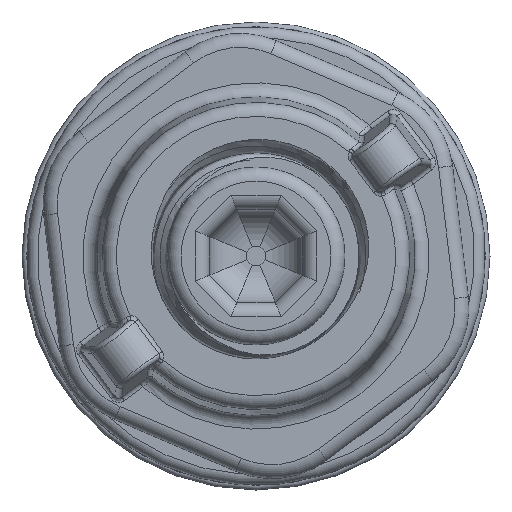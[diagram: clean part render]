
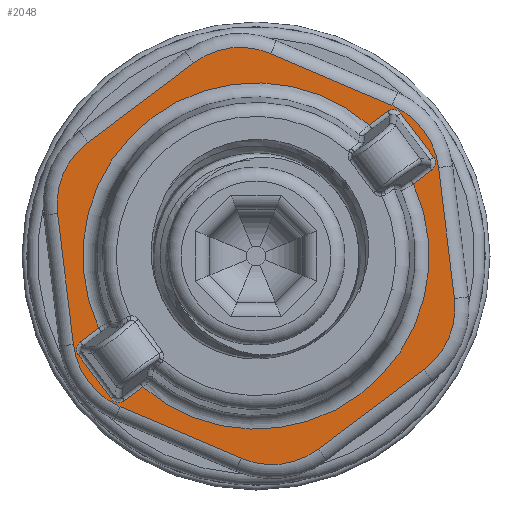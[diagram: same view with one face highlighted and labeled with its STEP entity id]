
A CAD part, front view. The second image highlights one B-rep face of the part: STEP entity #2048.
In plain terms, the highlighted face is planar.
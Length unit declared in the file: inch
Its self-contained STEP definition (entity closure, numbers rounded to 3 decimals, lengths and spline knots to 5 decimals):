
#53=ELLIPSE($,#2174,0.02015,0.02);
#54=ELLIPSE($,#2176,0.02015,0.02);
#63=ELLIPSE($,#2230,0.02015,0.02);
#64=ELLIPSE($,#2232,0.02015,0.02);
#206=LINE($,#4557,#305);
#207=LINE($,#4562,#306);
#209=LINE($,#4625,#308);
#219=LINE($,#5148,#318);
#220=LINE($,#5153,#319);
#222=LINE($,#5216,#321);
#229=LINE($,#5337,#328);
#231=LINE($,#5357,#330);
#234=LINE($,#5364,#333);
#235=LINE($,#5381,#334);
#238=LINE($,#5388,#337);
#240=LINE($,#5403,#339);
#305=VECTOR($,#2560,0.04896);
#306=VECTOR($,#2565,0.04896);
#308=VECTOR($,#2581,0.11748);
#318=VECTOR($,#2685,0.04896);
#319=VECTOR($,#2690,0.04896);
#321=VECTOR($,#2706,0.11748);
#328=VECTOR($,#2735,0.28175);
#330=VECTOR($,#2759,0.28175);
#333=VECTOR($,#2766,0.28175);
#334=VECTOR($,#2787,0.28175);
#337=VECTOR($,#2794,0.28175);
#339=VECTOR($,#2814,0.28175);
#382=PLANE($,#2289);
#452=FACE_BOUND($,#724,.T.);
#576=FACE_OUTER_BOUND($,#723,.T.);
#723=EDGE_LOOP($,(#1817,#1818,#1819,#1820,#1821,#1822,#1823,#1824,#1825,
#1826,#1827,#1828));
#724=EDGE_LOOP($,(#1829,#1830,#1831,#1832,#1833,#1834,#1835,#1836,#1837,
#1838,#1839,#1840));
#787=CIRCLE($,#2187,0.36999);
#796=CIRCLE($,#2208,0.36999);
#818=CIRCLE($,#2249,0.166);
#822=CIRCLE($,#2254,0.166);
#826=CIRCLE($,#2261,0.166);
#830=CIRCLE($,#2266,0.166);
#834=CIRCLE($,#2273,0.166);
#838=CIRCLE($,#2278,0.166);
#931=VERTEX_POINT($,#4499);
#934=VERTEX_POINT($,#4540);
#935=VERTEX_POINT($,#4553);
#938=VERTEX_POINT($,#4560);
#939=VERTEX_POINT($,#4589);
#942=VERTEX_POINT($,#4620);
#947=VERTEX_POINT($,#4690);
#962=VERTEX_POINT($,#4840);
#975=VERTEX_POINT($,#5144);
#978=VERTEX_POINT($,#5151);
#979=VERTEX_POINT($,#5180);
#982=VERTEX_POINT($,#5211);
#988=VERTEX_POINT($,#5334);
#989=VERTEX_POINT($,#5336);
#992=VERTEX_POINT($,#5343);
#993=VERTEX_POINT($,#5348);
#996=VERTEX_POINT($,#5355);
#997=VERTEX_POINT($,#5360);
#1000=VERTEX_POINT($,#5367);
#1001=VERTEX_POINT($,#5372);
#1004=VERTEX_POINT($,#5379);
#1005=VERTEX_POINT($,#5384);
#1008=VERTEX_POINT($,#5391);
#1009=VERTEX_POINT($,#5396);
#1159=EDGE_CURVE($,#931,#935,#206,.T.);
#1161=EDGE_CURVE($,#938,#934,#207,.T.);
#1165=EDGE_CURVE($,#935,#939,#53,.T.);
#1167=EDGE_CURVE($,#942,#938,#54,.T.);
#1169=EDGE_CURVE($,#939,#942,#209,.T.);
#1180=EDGE_CURVE($,#947,#931,#787,.T.);
#1203=EDGE_CURVE($,#934,#962,#796,.T.);
#1230=EDGE_CURVE($,#962,#975,#219,.T.);
#1232=EDGE_CURVE($,#978,#947,#220,.T.);
#1236=EDGE_CURVE($,#975,#979,#63,.T.);
#1238=EDGE_CURVE($,#982,#978,#64,.T.);
#1240=EDGE_CURVE($,#979,#982,#222,.T.);
#1254=EDGE_CURVE($,#988,#989,#229,.T.);
#1258=EDGE_CURVE($,#992,#988,#818,.T.);
#1262=EDGE_CURVE($,#989,#993,#822,.T.);
#1264=EDGE_CURVE($,#996,#992,#231,.T.);
#1268=EDGE_CURVE($,#993,#997,#234,.T.);
#1270=EDGE_CURVE($,#1000,#996,#826,.T.);
#1274=EDGE_CURVE($,#997,#1001,#830,.T.);
#1276=EDGE_CURVE($,#1004,#1000,#235,.T.);
#1280=EDGE_CURVE($,#1001,#1005,#238,.T.);
#1282=EDGE_CURVE($,#1008,#1004,#834,.T.);
#1286=EDGE_CURVE($,#1005,#1009,#838,.T.);
#1288=EDGE_CURVE($,#1009,#1008,#240,.T.);
#1817=ORIENTED_EDGE($,*,*,#1254,.F.);
#1818=ORIENTED_EDGE($,*,*,#1258,.F.);
#1819=ORIENTED_EDGE($,*,*,#1264,.F.);
#1820=ORIENTED_EDGE($,*,*,#1270,.F.);
#1821=ORIENTED_EDGE($,*,*,#1276,.F.);
#1822=ORIENTED_EDGE($,*,*,#1282,.F.);
#1823=ORIENTED_EDGE($,*,*,#1288,.F.);
#1824=ORIENTED_EDGE($,*,*,#1286,.F.);
#1825=ORIENTED_EDGE($,*,*,#1280,.F.);
#1826=ORIENTED_EDGE($,*,*,#1274,.F.);
#1827=ORIENTED_EDGE($,*,*,#1268,.F.);
#1828=ORIENTED_EDGE($,*,*,#1262,.F.);
#1829=ORIENTED_EDGE($,*,*,#1159,.F.);
#1830=ORIENTED_EDGE($,*,*,#1180,.F.);
#1831=ORIENTED_EDGE($,*,*,#1232,.F.);
#1832=ORIENTED_EDGE($,*,*,#1238,.F.);
#1833=ORIENTED_EDGE($,*,*,#1240,.F.);
#1834=ORIENTED_EDGE($,*,*,#1236,.F.);
#1835=ORIENTED_EDGE($,*,*,#1230,.F.);
#1836=ORIENTED_EDGE($,*,*,#1203,.F.);
#1837=ORIENTED_EDGE($,*,*,#1161,.F.);
#1838=ORIENTED_EDGE($,*,*,#1167,.F.);
#1839=ORIENTED_EDGE($,*,*,#1169,.F.);
#1840=ORIENTED_EDGE($,*,*,#1165,.F.);
#2048=ADVANCED_FACE($,(#576,#452),#382,.T.);
#2174=AXIS2_PLACEMENT_3D($,#4593,#2571,#2572);
#2176=AXIS2_PLACEMENT_3D($,#4622,#2575,#2576);
#2187=AXIS2_PLACEMENT_3D($,#4696,#2602,#2603);
#2208=AXIS2_PLACEMENT_3D($,#4841,#2647,#2648);
#2230=AXIS2_PLACEMENT_3D($,#5184,#2696,#2697);
#2232=AXIS2_PLACEMENT_3D($,#5213,#2700,#2701);
#2249=AXIS2_PLACEMENT_3D($,#5345,#2743,#2744);
#2254=AXIS2_PLACEMENT_3D($,#5352,#2753,#2754);
#2261=AXIS2_PLACEMENT_3D($,#5369,#2771,#2772);
#2266=AXIS2_PLACEMENT_3D($,#5376,#2781,#2782);
#2273=AXIS2_PLACEMENT_3D($,#5393,#2799,#2800);
#2278=AXIS2_PLACEMENT_3D($,#5400,#2809,#2810);
#2289=AXIS2_PLACEMENT_3D($,#5430,#2843,#2844);
#2560=DIRECTION($,(1.,0.,0.));
#2565=DIRECTION($,(-1.,0.,0.));
#2571=DIRECTION('center_axis',(0.,0.,1.));
#2572=DIRECTION('ref_axis',(0.707,-0.707,0.));
#2575=DIRECTION('center_axis',(0.,0.,1.));
#2576=DIRECTION('ref_axis',(0.707,0.707,0.));
#2581=DIRECTION($,(0.,1.,0.));
#2602=DIRECTION('center_axis',(0.,0.,1.));
#2603=DIRECTION('ref_axis',(-1.,0.,0.));
#2647=DIRECTION('center_axis',(0.,0.,1.));
#2648=DIRECTION('ref_axis',(-1.,0.,0.));
#2685=DIRECTION($,(-1.,0.,0.));
#2690=DIRECTION($,(1.,0.,0.));
#2696=DIRECTION('center_axis',(0.,0.,1.));
#2697=DIRECTION('ref_axis',(-0.707,0.707,0.));
#2700=DIRECTION('center_axis',(0.,0.,1.));
#2701=DIRECTION('ref_axis',(-0.707,-0.707,0.));
#2706=DIRECTION($,(0.,-1.,0.));
#2735=DIRECTION($,(-0.5,0.866,0.));
#2743=DIRECTION('center_axis',(0.,0.,-1.));
#2744=DIRECTION('ref_axis',(-0.5,-0.866,0.));
#2753=DIRECTION('center_axis',(0.,0.,-1.));
#2754=DIRECTION('ref_axis',(-1.,0.,0.));
#2759=DIRECTION($,(-1.,0.,0.));
#2766=DIRECTION($,(0.5,0.866,0.));
#2771=DIRECTION('center_axis',(0.,0.,-1.));
#2772=DIRECTION('ref_axis',(0.5,-0.866,0.));
#2781=DIRECTION('center_axis',(0.,0.,-1.));
#2782=DIRECTION('ref_axis',(-0.5,0.866,0.));
#2787=DIRECTION($,(-0.5,-0.866,0.));
#2794=DIRECTION($,(1.,0.,0.));
#2799=DIRECTION('center_axis',(0.,0.,-1.));
#2800=DIRECTION('ref_axis',(1.,0.,0.));
#2809=DIRECTION('center_axis',(0.,0.,-1.));
#2810=DIRECTION('ref_axis',(0.5,0.866,0.));
#2814=DIRECTION($,(0.5,-0.866,0.));
#2843=DIRECTION('center_axis',(0.,0.,1.));
#2844=DIRECTION('ref_axis',(1.,0.,0.));
#4499=CARTESIAN_POINT('',(0.36153,-0.07866,0.12));
#4540=CARTESIAN_POINT('',(0.36153,0.07866,0.12));
#4553=CARTESIAN_POINT('',(0.41049,-0.07866,0.12));
#4557=CARTESIAN_POINT($,(0.36153,-0.07866,0.12));
#4560=CARTESIAN_POINT('',(0.41049,0.07866,0.12));
#4562=CARTESIAN_POINT($,(0.41049,0.07866,0.12));
#4589=CARTESIAN_POINT('',(0.43041,-0.05874,0.12));
#4593=CARTESIAN_POINT('Origin',(0.41034,-0.05859,0.12));
#4620=CARTESIAN_POINT('',(0.43041,0.05874,0.12));
#4622=CARTESIAN_POINT('Origin',(0.41034,0.05859,0.12));
#4625=CARTESIAN_POINT($,(0.43041,-0.05874,0.12));
#4690=CARTESIAN_POINT('',(-0.36153,-0.07866,0.12));
#4696=CARTESIAN_POINT('Origin',(0.,0.,0.12));
#4840=CARTESIAN_POINT('',(-0.36153,0.07866,0.12));
#4841=CARTESIAN_POINT('Origin',(0.,0.,0.12));
#5144=CARTESIAN_POINT('',(-0.41049,0.07866,0.12));
#5148=CARTESIAN_POINT($,(-0.36153,0.07866,0.12));
#5151=CARTESIAN_POINT('',(-0.41049,-0.07866,0.12));
#5153=CARTESIAN_POINT($,(-0.41049,-0.07866,0.12));
#5180=CARTESIAN_POINT('',(-0.43041,0.05874,0.12));
#5184=CARTESIAN_POINT('Origin',(-0.41034,0.05859,0.12));
#5211=CARTESIAN_POINT('',(-0.43041,-0.05874,0.12));
#5213=CARTESIAN_POINT('Origin',(-0.41034,-0.05859,0.12));
#5216=CARTESIAN_POINT($,(-0.43041,0.05874,0.12));
#5334=CARTESIAN_POINT('',(-0.28463,-0.327,0.12));
#5336=CARTESIAN_POINT('',(-0.42551,-0.083,0.12));
#5337=CARTESIAN_POINT($,(-0.28463,-0.327,0.12));
#5343=CARTESIAN_POINT('',(-0.14087,-0.41,0.12));
#5345=CARTESIAN_POINT('Origin',(-0.14087,-0.244,0.12));
#5348=CARTESIAN_POINT('',(-0.42551,0.083,0.12));
#5352=CARTESIAN_POINT('Origin',(-0.28175,0.,0.12));
#5355=CARTESIAN_POINT('',(0.14087,-0.41,0.12));
#5357=CARTESIAN_POINT($,(0.14087,-0.41,0.12));
#5360=CARTESIAN_POINT('',(-0.28463,0.327,0.12));
#5364=CARTESIAN_POINT($,(-0.42551,0.083,0.12));
#5367=CARTESIAN_POINT('',(0.28463,-0.327,0.12));
#5369=CARTESIAN_POINT('Origin',(0.14087,-0.244,0.12));
#5372=CARTESIAN_POINT('',(-0.14087,0.41,0.12));
#5376=CARTESIAN_POINT('Origin',(-0.14087,0.244,0.12));
#5379=CARTESIAN_POINT('',(0.42551,-0.083,0.12));
#5381=CARTESIAN_POINT($,(0.42551,-0.083,0.12));
#5384=CARTESIAN_POINT('',(0.14087,0.41,0.12));
#5388=CARTESIAN_POINT($,(-0.14087,0.41,0.12));
#5391=CARTESIAN_POINT('',(0.42551,0.083,0.12));
#5393=CARTESIAN_POINT('Origin',(0.28175,0.,0.12));
#5396=CARTESIAN_POINT('',(0.28463,0.327,0.12));
#5400=CARTESIAN_POINT('Origin',(0.14087,0.244,0.12));
#5403=CARTESIAN_POINT($,(0.28463,0.327,0.12));
#5430=CARTESIAN_POINT('Origin',(0.,0.,0.12));
